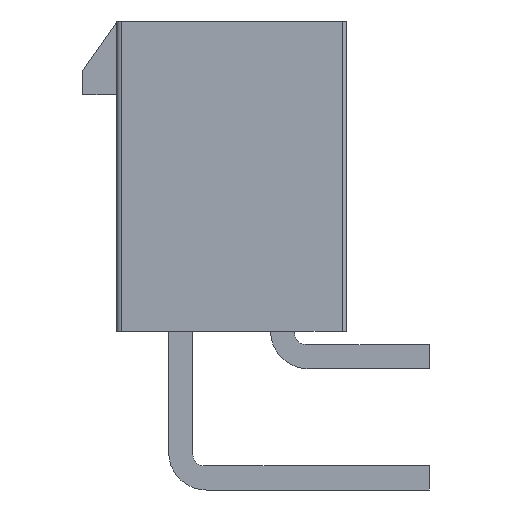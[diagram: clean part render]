
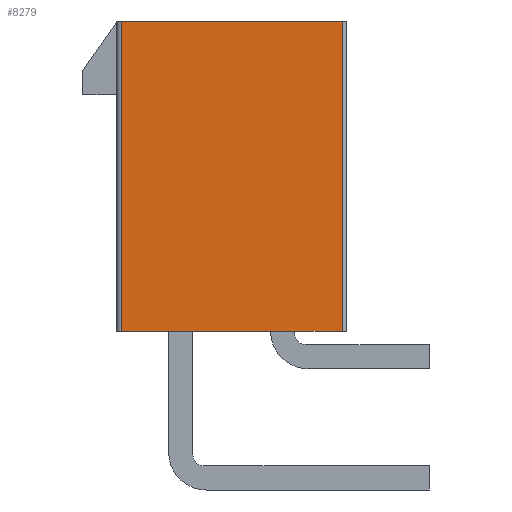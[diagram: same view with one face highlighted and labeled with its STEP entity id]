
A CAD part, left-side view. The second image highlights one B-rep face of the part: STEP entity #8279.
In plain terms, the highlighted planar face has unit normal (-1, 0, 0).
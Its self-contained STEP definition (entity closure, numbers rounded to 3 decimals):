
#208=PLANE('',#8850);
#556=FACE_OUTER_BOUND('',#1099,.T.);
#1099=EDGE_LOOP('',(#5813,#5814,#5815,#5816));
#1617=LINE('',#12072,#2606);
#1618=LINE('',#12075,#2607);
#1744=LINE('',#12333,#2733);
#1745=LINE('',#12334,#2734);
#2606=VECTOR('',#9595,10.);
#2607=VECTOR('',#9598,10.);
#2733=VECTOR('',#9732,10.);
#2734=VECTOR('',#9733,10.);
#3698=VERTEX_POINT('',#12065);
#3701=VERTEX_POINT('',#12070);
#3702=VERTEX_POINT('',#12074);
#3830=VERTEX_POINT('',#12332);
#4469=EDGE_CURVE('',#3701,#3698,#1617,.T.);
#4470=EDGE_CURVE('',#3698,#3702,#1618,.T.);
#4599=EDGE_CURVE('',#3701,#3830,#1744,.T.);
#4600=EDGE_CURVE('',#3702,#3830,#1745,.T.);
#5813=ORIENTED_EDGE('',*,*,#4469,.F.);
#5814=ORIENTED_EDGE('',*,*,#4599,.T.);
#5815=ORIENTED_EDGE('',*,*,#4600,.F.);
#5816=ORIENTED_EDGE('',*,*,#4470,.F.);
#8279=ADVANCED_FACE('',(#556),#208,.T.);
#8850=AXIS2_PLACEMENT_3D('',#12331,#9730,#9731);
#9595=DIRECTION('',(0.,0.,1.));
#9598=DIRECTION('',(0.,-1.,0.));
#9730=DIRECTION('center_axis',(-1.,0.,0.));
#9731=DIRECTION('ref_axis',(0.,-1.,0.));
#9732=DIRECTION('',(0.,-1.,0.));
#9733=DIRECTION('',(0.,0.,-1.));
#12065=CARTESIAN_POINT('',(0.,-0.2,12.75));
#12070=CARTESIAN_POINT('',(0.,-0.2,0.));
#12072=CARTESIAN_POINT('',(0.,-0.2,0.));
#12074=CARTESIAN_POINT('',(0.,-9.3,12.75));
#12075=CARTESIAN_POINT('',(0.,0.,12.75));
#12331=CARTESIAN_POINT('Origin',(0.,0.,0.));
#12332=CARTESIAN_POINT('',(0.,-9.3,0.));
#12333=CARTESIAN_POINT('',(0.,0.,0.));
#12334=CARTESIAN_POINT('',(0.,-9.3,0.));
